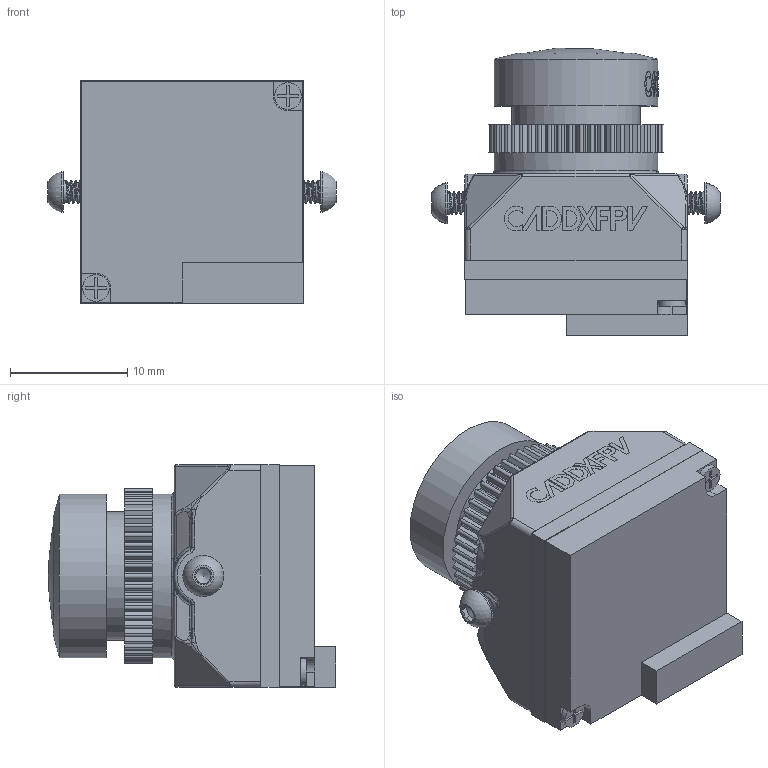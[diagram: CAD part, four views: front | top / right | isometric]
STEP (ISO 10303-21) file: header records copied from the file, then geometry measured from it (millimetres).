
FILE_DESCRIPTION(/* description */ (''),/* implementation_level */ '2;1');
FILE_NAME(/* name */ 'CADDXFPV Ratel 2.1mm.step',/* time_stamp */ '2022-12-04T14:12:00+01:00',/* author */ (''),/* organization */ (''),/* preprocessor_version */ 'ST-DEVELOPER v19.2',/* originating_system */ 'Autodesk Translation Framework v11.17.0.187',/* authorisation */ '');
FILE_SCHEMA (('AUTOMOTIVE_DESIGN { 1 0 10303 214 3 1 1 }'));
Products named in the file (3): CADDXFPV Ratel 2.1mm; FPV Camera; M2x4
Assembly tree (3 placements, depth 2):
  CADDXFPV Ratel 2.1mm
    FPV Camera
    M2x4  x2
Bounding box: 24.6 x 24.53 x 19.02 mm (x, y, z)
Volume: 5805.2 mm3; surface area: 4248.3 mm2
Topology: 7 solids, 7 shells, 796 faces, 2078 edges, 1336 vertices
Faces by surface type: plane 356, cylinder 243, bspline 151, cone 23, sphere 15, torus 8
Full cylindrical faces by diameter (mm): 1.48 x16, 1.623 x6, 2 x16, 2.074 x4, 2.3 x2, 3.5 x2, 10 x1, 11 x1, 14 x2
Entity records: 44432 total; most frequent: CARTESIAN_POINT 26690, ORIENTED_EDGE 3918, DIRECTION 3240, EDGE_CURVE 1959, VERTEX_POINT 1264, LINE 1152, VECTOR 1152, AXIS2_PLACEMENT_3D 1044
